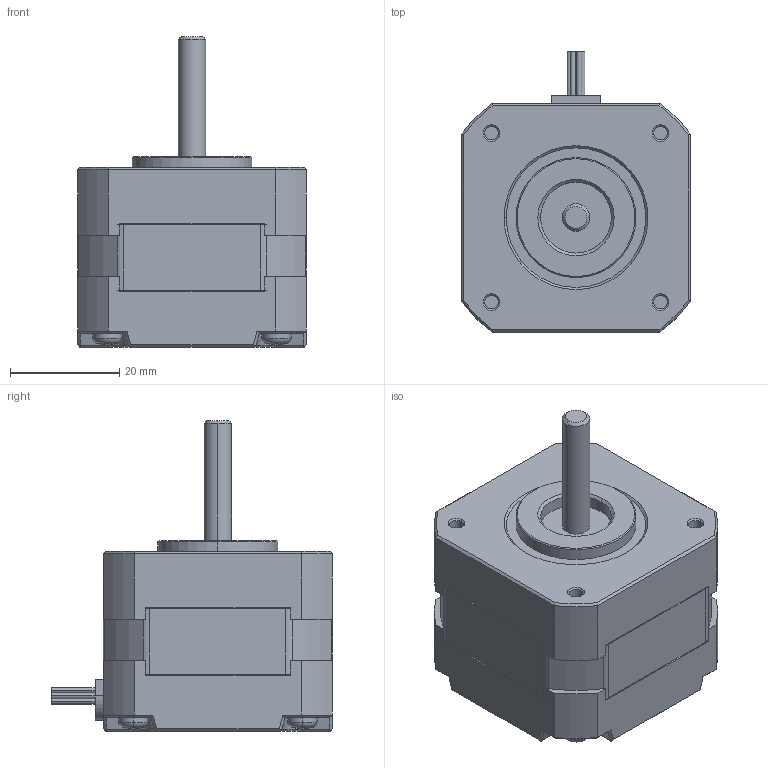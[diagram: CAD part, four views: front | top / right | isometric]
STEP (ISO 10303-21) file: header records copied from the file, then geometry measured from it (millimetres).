
FILE_DESCRIPTION(('Creo Elements/Direct Modeling STEP Export'),'2;1');
FILE_NAME('TS3109N3_5.stp','2014-07-05T15:46:12',(''),(''),'Creo Elements/Direct Modeling STEP processor for AP203 (Solid Model)','Creo Elements/Direct Modeling 17.0F 20-Aug-2012 (C) Parametric Technology GmbH','');
FILE_SCHEMA(('CONFIG_CONTROL_DESIGN'));
Length unit declared in the file: millimetre
Products named in the file (1): Skin_Group1
Bounding box: 42 x 51.5 x 57 mm (x, y, z)
Volume: 55921.3 mm3; surface area: 9835.7 mm2
Topology: 1 solids, 1 shells, 336 faces, 859 edges, 548 vertices
Faces by surface type: plane 159, cylinder 117, cone 40, torus 12, sphere 8
Entity records: 12849 total; most frequent: CARTESIAN_POINT 2111, ORIENTED_EDGE 1718, DIRECTION 1653, EDGE_CURVE 859, AXIS2_PLACEMENT_3D 618, VERTEX_POINT 548, VECTOR 417, LINE 417
